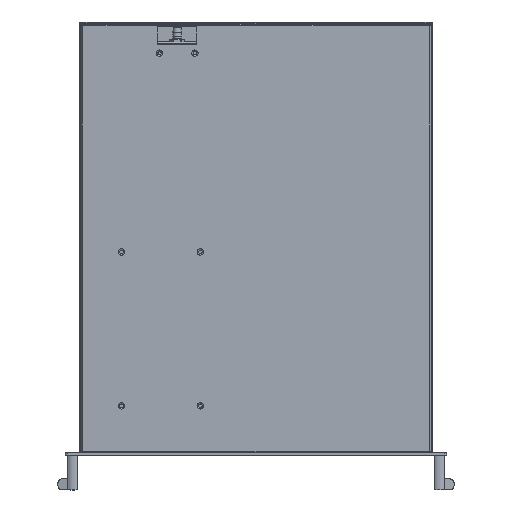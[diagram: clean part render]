
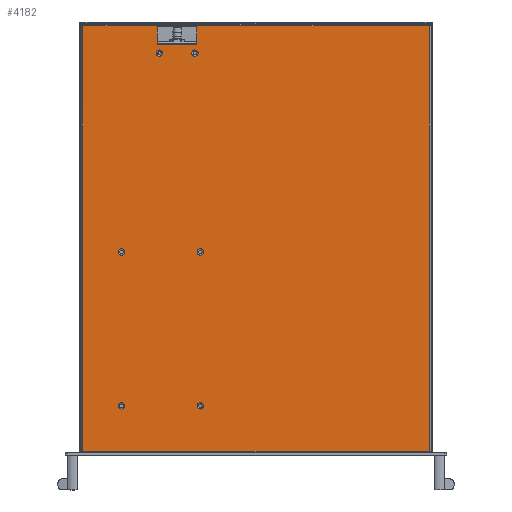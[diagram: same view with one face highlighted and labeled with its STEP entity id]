
A CAD part, front view. The second image highlights one B-rep face of the part: STEP entity #4182.
In plain terms, the highlighted planar face has unit normal (0, -1, 0).
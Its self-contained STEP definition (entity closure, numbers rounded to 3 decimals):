
#185=DIRECTION('',(0.,0.,1.));
#186=VECTOR('',#185,539.);
#187=CARTESIAN_POINT('',(219.5,-110.,-269.5));
#188=LINE('',#187,#186);
#527=DIRECTION('',(-1.,0.,0.));
#528=VECTOR('',#527,50.);
#529=CARTESIAN_POINT('',(-75.,-110.,246.5));
#530=LINE('',#529,#528);
#535=DIRECTION('',(0.,0.,1.));
#536=VECTOR('',#535,23.);
#537=CARTESIAN_POINT('',(-75.,-110.,246.5));
#538=LINE('',#537,#536);
#539=CARTESIAN_POINT('',(-170.5,-110.,-212.));
#540=DIRECTION('',(0.,-1.,0.));
#541=DIRECTION('',(-1.,0.,0.));
#542=AXIS2_PLACEMENT_3D('',#539,#540,#541);
#544=CARTESIAN_POINT('',(-170.5,-110.,-212.));
#545=DIRECTION('',(0.,-1.,0.));
#546=DIRECTION('',(0.,0.,-1.));
#547=AXIS2_PLACEMENT_3D('',#544,#545,#546);
#549=CARTESIAN_POINT('',(-170.5,-110.,-212.));
#550=DIRECTION('',(0.,-1.,0.));
#551=DIRECTION('',(1.,0.,0.));
#552=AXIS2_PLACEMENT_3D('',#549,#550,#551);
#554=CARTESIAN_POINT('',(-170.5,-110.,-212.));
#555=DIRECTION('',(0.,-1.,0.));
#556=DIRECTION('',(0.,0.,1.));
#557=AXIS2_PLACEMENT_3D('',#554,#555,#556);
#559=CARTESIAN_POINT('',(-70.5,-110.,-212.));
#560=DIRECTION('',(0.,-1.,0.));
#561=DIRECTION('',(-1.,0.,0.));
#562=AXIS2_PLACEMENT_3D('',#559,#560,#561);
#564=CARTESIAN_POINT('',(-70.5,-110.,-212.));
#565=DIRECTION('',(0.,-1.,0.));
#566=DIRECTION('',(0.,0.,-1.));
#567=AXIS2_PLACEMENT_3D('',#564,#565,#566);
#569=CARTESIAN_POINT('',(-70.5,-110.,-212.));
#570=DIRECTION('',(0.,-1.,0.));
#571=DIRECTION('',(1.,0.,0.));
#572=AXIS2_PLACEMENT_3D('',#569,#570,#571);
#574=CARTESIAN_POINT('',(-70.5,-110.,-212.));
#575=DIRECTION('',(0.,-1.,0.));
#576=DIRECTION('',(0.,0.,1.));
#577=AXIS2_PLACEMENT_3D('',#574,#575,#576);
#579=CARTESIAN_POINT('',(-70.5,-110.,-17.));
#580=DIRECTION('',(0.,-1.,0.));
#581=DIRECTION('',(-1.,0.,0.));
#582=AXIS2_PLACEMENT_3D('',#579,#580,#581);
#584=CARTESIAN_POINT('',(-70.5,-110.,-17.));
#585=DIRECTION('',(0.,-1.,0.));
#586=DIRECTION('',(0.,0.,-1.));
#587=AXIS2_PLACEMENT_3D('',#584,#585,#586);
#589=CARTESIAN_POINT('',(-70.5,-110.,-17.));
#590=DIRECTION('',(0.,-1.,0.));
#591=DIRECTION('',(1.,0.,0.));
#592=AXIS2_PLACEMENT_3D('',#589,#590,#591);
#594=CARTESIAN_POINT('',(-70.5,-110.,-17.));
#595=DIRECTION('',(0.,-1.,0.));
#596=DIRECTION('',(0.,0.,1.));
#597=AXIS2_PLACEMENT_3D('',#594,#595,#596);
#599=CARTESIAN_POINT('',(-170.5,-110.,-17.));
#600=DIRECTION('',(0.,-1.,0.));
#601=DIRECTION('',(-1.,0.,0.));
#602=AXIS2_PLACEMENT_3D('',#599,#600,#601);
#604=CARTESIAN_POINT('',(-170.5,-110.,-17.));
#605=DIRECTION('',(0.,-1.,0.));
#606=DIRECTION('',(0.,0.,-1.));
#607=AXIS2_PLACEMENT_3D('',#604,#605,#606);
#609=CARTESIAN_POINT('',(-170.5,-110.,-17.));
#610=DIRECTION('',(0.,-1.,0.));
#611=DIRECTION('',(1.,0.,0.));
#612=AXIS2_PLACEMENT_3D('',#609,#610,#611);
#614=CARTESIAN_POINT('',(-170.5,-110.,-17.));
#615=DIRECTION('',(0.,-1.,0.));
#616=DIRECTION('',(0.,0.,1.));
#617=AXIS2_PLACEMENT_3D('',#614,#615,#616);
#619=CARTESIAN_POINT('',(-122.5,-110.,235.));
#620=DIRECTION('',(0.,-1.,0.));
#621=DIRECTION('',(0.,0.,-1.));
#622=AXIS2_PLACEMENT_3D('',#619,#620,#621);
#624=CARTESIAN_POINT('',(-122.5,-110.,235.));
#625=DIRECTION('',(0.,-1.,0.));
#626=DIRECTION('',(0.,0.,1.));
#627=AXIS2_PLACEMENT_3D('',#624,#625,#626);
#629=CARTESIAN_POINT('',(-77.5,-110.,235.));
#630=DIRECTION('',(0.,-1.,0.));
#631=DIRECTION('',(0.,0.,-1.));
#632=AXIS2_PLACEMENT_3D('',#629,#630,#631);
#634=CARTESIAN_POINT('',(-77.5,-110.,235.));
#635=DIRECTION('',(0.,-1.,0.));
#636=DIRECTION('',(0.,0.,1.));
#637=AXIS2_PLACEMENT_3D('',#634,#635,#636);
#673=DIRECTION('',(-1.,0.,0.));
#674=VECTOR('',#673,294.5);
#675=CARTESIAN_POINT('',(219.5,-110.,269.5));
#676=LINE('',#675,#674);
#1048=DIRECTION('',(0.,0.,-1.));
#1049=VECTOR('',#1048,539.);
#1050=CARTESIAN_POINT('',(-219.5,-110.,269.5));
#1051=LINE('',#1050,#1049);
#1092=DIRECTION('',(1.,0.,0.));
#1093=VECTOR('',#1092,439.);
#1094=CARTESIAN_POINT('',(-219.5,-110.,-269.5));
#1095=LINE('',#1094,#1093);
#2236=DIRECTION('',(-1.,0.,0.));
#2237=VECTOR('',#2236,94.5);
#2238=CARTESIAN_POINT('',(-125.,-110.,269.5));
#2239=LINE('',#2238,#2237);
#2260=DIRECTION('',(0.,0.,1.));
#2261=VECTOR('',#2260,23.);
#2262=CARTESIAN_POINT('',(-125.,-110.,246.5));
#2263=LINE('',#2262,#2261);
#2863=CARTESIAN_POINT('',(219.5,-110.,-269.5));
#2865=VERTEX_POINT('',#2863);
#2871=CARTESIAN_POINT('',(219.5,-110.,269.5));
#2872=VERTEX_POINT('',#2871);
#3061=CARTESIAN_POINT('',(-75.,-110.,246.5));
#3062=CARTESIAN_POINT('',(-125.,-110.,246.5));
#3063=VERTEX_POINT('',#3061);
#3064=VERTEX_POINT('',#3062);
#3065=CARTESIAN_POINT('',(-75.,-110.,269.5));
#3066=VERTEX_POINT('',#3065);
#3067=CARTESIAN_POINT('',(-219.5,-110.,-269.5));
#3068=VERTEX_POINT('',#3067);
#3069=CARTESIAN_POINT('',(-219.5,-110.,269.5));
#3070=VERTEX_POINT('',#3069);
#3071=CARTESIAN_POINT('',(-125.,-110.,269.5));
#3072=VERTEX_POINT('',#3071);
#3073=CARTESIAN_POINT('',(-170.5,-110.,-216.05));
#3074=CARTESIAN_POINT('',(-166.45,-110.,-212.));
#3075=VERTEX_POINT('',#3073);
#3076=VERTEX_POINT('',#3074);
#3077=CARTESIAN_POINT('',(-174.55,-110.,-212.));
#3078=VERTEX_POINT('',#3077);
#3079=CARTESIAN_POINT('',(-170.5,-110.,-207.95));
#3080=VERTEX_POINT('',#3079);
#3081=CARTESIAN_POINT('',(-70.5,-110.,-216.05));
#3082=CARTESIAN_POINT('',(-66.45,-110.,-212.));
#3083=VERTEX_POINT('',#3081);
#3084=VERTEX_POINT('',#3082);
#3085=CARTESIAN_POINT('',(-74.55,-110.,-212.));
#3086=VERTEX_POINT('',#3085);
#3087=CARTESIAN_POINT('',(-70.5,-110.,-207.95));
#3088=VERTEX_POINT('',#3087);
#3089=CARTESIAN_POINT('',(-70.5,-110.,-21.05));
#3090=CARTESIAN_POINT('',(-66.45,-110.,-17.));
#3091=VERTEX_POINT('',#3089);
#3092=VERTEX_POINT('',#3090);
#3093=CARTESIAN_POINT('',(-74.55,-110.,-17.));
#3094=VERTEX_POINT('',#3093);
#3095=CARTESIAN_POINT('',(-70.5,-110.,-12.95));
#3096=VERTEX_POINT('',#3095);
#3097=CARTESIAN_POINT('',(-170.5,-110.,-21.05));
#3098=CARTESIAN_POINT('',(-166.45,-110.,-17.));
#3099=VERTEX_POINT('',#3097);
#3100=VERTEX_POINT('',#3098);
#3101=CARTESIAN_POINT('',(-174.55,-110.,-17.));
#3102=VERTEX_POINT('',#3101);
#3103=CARTESIAN_POINT('',(-170.5,-110.,-12.95));
#3104=VERTEX_POINT('',#3103);
#3105=CARTESIAN_POINT('',(-122.5,-110.,230.95));
#3106=CARTESIAN_POINT('',(-122.5,-110.,239.05));
#3107=VERTEX_POINT('',#3105);
#3108=VERTEX_POINT('',#3106);
#3109=CARTESIAN_POINT('',(-77.5,-110.,230.95));
#3110=CARTESIAN_POINT('',(-77.5,-110.,239.05));
#3111=VERTEX_POINT('',#3109);
#3112=VERTEX_POINT('',#3110);
#4109=CARTESIAN_POINT('',(-221.5,-110.,-271.5));
#4110=DIRECTION('',(0.,-1.,0.));
#4111=DIRECTION('',(1.,0.,0.));
#4112=AXIS2_PLACEMENT_3D('',#4109,#4110,#4111);
#4113=PLANE('',#4112);
#4114=ORIENTED_EDGE('',*,*,#4099,.F.);
#4116=ORIENTED_EDGE('',*,*,#4115,.T.);
#4118=ORIENTED_EDGE('',*,*,#4117,.F.);
#4119=ORIENTED_EDGE('',*,*,#3769,.F.);
#4121=ORIENTED_EDGE('',*,*,#4120,.F.);
#4123=ORIENTED_EDGE('',*,*,#4122,.F.);
#4125=ORIENTED_EDGE('',*,*,#4124,.F.);
#4127=ORIENTED_EDGE('',*,*,#4126,.F.);
#4128=EDGE_LOOP('',(#4114,#4116,#4118,#4119,#4121,#4123,#4125,#4127));
#4129=FACE_OUTER_BOUND('',#4128,.F.);
#4131=ORIENTED_EDGE('',*,*,#4130,.T.);
#4133=ORIENTED_EDGE('',*,*,#4132,.T.);
#4135=ORIENTED_EDGE('',*,*,#4134,.T.);
#4137=ORIENTED_EDGE('',*,*,#4136,.T.);
#4138=EDGE_LOOP('',(#4131,#4133,#4135,#4137));
#4139=FACE_BOUND('',#4138,.F.);
#4141=ORIENTED_EDGE('',*,*,#4140,.T.);
#4143=ORIENTED_EDGE('',*,*,#4142,.T.);
#4145=ORIENTED_EDGE('',*,*,#4144,.T.);
#4147=ORIENTED_EDGE('',*,*,#4146,.T.);
#4148=EDGE_LOOP('',(#4141,#4143,#4145,#4147));
#4149=FACE_BOUND('',#4148,.F.);
#4151=ORIENTED_EDGE('',*,*,#4150,.T.);
#4153=ORIENTED_EDGE('',*,*,#4152,.T.);
#4155=ORIENTED_EDGE('',*,*,#4154,.T.);
#4157=ORIENTED_EDGE('',*,*,#4156,.T.);
#4158=EDGE_LOOP('',(#4151,#4153,#4155,#4157));
#4159=FACE_BOUND('',#4158,.F.);
#4161=ORIENTED_EDGE('',*,*,#4160,.T.);
#4163=ORIENTED_EDGE('',*,*,#4162,.T.);
#4165=ORIENTED_EDGE('',*,*,#4164,.T.);
#4167=ORIENTED_EDGE('',*,*,#4166,.T.);
#4168=EDGE_LOOP('',(#4161,#4163,#4165,#4167));
#4169=FACE_BOUND('',#4168,.F.);
#4171=ORIENTED_EDGE('',*,*,#4170,.T.);
#4173=ORIENTED_EDGE('',*,*,#4172,.T.);
#4174=EDGE_LOOP('',(#4171,#4173));
#4175=FACE_BOUND('',#4174,.F.);
#4177=ORIENTED_EDGE('',*,*,#4176,.T.);
#4179=ORIENTED_EDGE('',*,*,#4178,.T.);
#4180=EDGE_LOOP('',(#4177,#4179));
#4181=FACE_BOUND('',#4180,.F.);
#4182=ADVANCED_FACE('',(#4129,#4139,#4149,#4159,#4169,#4175,#4181),#4113,.T.);
#543=CIRCLE('',#542,4.05);
#548=CIRCLE('',#547,4.05);
#553=CIRCLE('',#552,4.05);
#558=CIRCLE('',#557,4.05);
#563=CIRCLE('',#562,4.05);
#568=CIRCLE('',#567,4.05);
#573=CIRCLE('',#572,4.05);
#578=CIRCLE('',#577,4.05);
#583=CIRCLE('',#582,4.05);
#588=CIRCLE('',#587,4.05);
#593=CIRCLE('',#592,4.05);
#598=CIRCLE('',#597,4.05);
#603=CIRCLE('',#602,4.05);
#608=CIRCLE('',#607,4.05);
#613=CIRCLE('',#612,4.05);
#618=CIRCLE('',#617,4.05);
#623=CIRCLE('',#622,4.05);
#628=CIRCLE('',#627,4.05);
#633=CIRCLE('',#632,4.05);
#638=CIRCLE('',#637,4.05);
#3769=EDGE_CURVE('',#2865,#2872,#188,.T.);
#4099=EDGE_CURVE('',#3063,#3064,#530,.T.);
#4115=EDGE_CURVE('',#3063,#3066,#538,.T.);
#4117=EDGE_CURVE('',#2872,#3066,#676,.T.);
#4120=EDGE_CURVE('',#3068,#2865,#1095,.T.);
#4122=EDGE_CURVE('',#3070,#3068,#1051,.T.);
#4124=EDGE_CURVE('',#3072,#3070,#2239,.T.);
#4126=EDGE_CURVE('',#3064,#3072,#2263,.T.);
#4130=EDGE_CURVE('',#3078,#3075,#543,.T.);
#4132=EDGE_CURVE('',#3075,#3076,#548,.T.);
#4134=EDGE_CURVE('',#3076,#3080,#553,.T.);
#4136=EDGE_CURVE('',#3080,#3078,#558,.T.);
#4140=EDGE_CURVE('',#3086,#3083,#563,.T.);
#4142=EDGE_CURVE('',#3083,#3084,#568,.T.);
#4144=EDGE_CURVE('',#3084,#3088,#573,.T.);
#4146=EDGE_CURVE('',#3088,#3086,#578,.T.);
#4150=EDGE_CURVE('',#3094,#3091,#583,.T.);
#4152=EDGE_CURVE('',#3091,#3092,#588,.T.);
#4154=EDGE_CURVE('',#3092,#3096,#593,.T.);
#4156=EDGE_CURVE('',#3096,#3094,#598,.T.);
#4160=EDGE_CURVE('',#3102,#3099,#603,.T.);
#4162=EDGE_CURVE('',#3099,#3100,#608,.T.);
#4164=EDGE_CURVE('',#3100,#3104,#613,.T.);
#4166=EDGE_CURVE('',#3104,#3102,#618,.T.);
#4170=EDGE_CURVE('',#3107,#3108,#623,.T.);
#4172=EDGE_CURVE('',#3108,#3107,#628,.T.);
#4176=EDGE_CURVE('',#3111,#3112,#633,.T.);
#4178=EDGE_CURVE('',#3112,#3111,#638,.T.);
